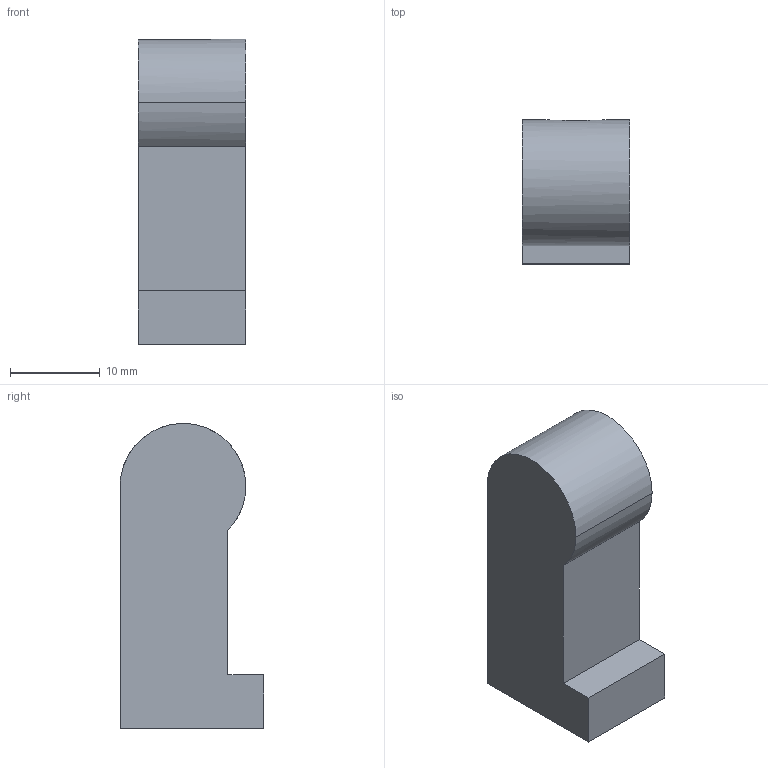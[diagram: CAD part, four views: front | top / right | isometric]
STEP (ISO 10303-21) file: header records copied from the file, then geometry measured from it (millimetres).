
FILE_DESCRIPTION(('CATIA V5 STEP Exchange'),'2;1');
FILE_NAME('picior dreapta.stp','2010-11-04T22:25:59+00:00',('none'),('none'),'CATIA Version 5 Release 19 SP 2 (IN-10)','CATIA V5 STEP AP203','none');
FILE_SCHEMA(('CONFIG_CONTROL_DESIGN'));
Length unit declared in the file: millimetre
Products named in the file (1): picior dreapta
Bounding box: 12 x 16 x 34 mm (x, y, z)
Volume: 2546.9 mm3; surface area: 2895.2 mm2
Topology: 1 solids, 1 shells, 323 faces, 915 edges, 607 vertices
Faces by surface type: plane 315, cylinder 8
Entity records: 10146 total; most frequent: CARTESIAN_POINT 1897, ORIENTED_EDGE 1830, DIRECTION 1463, EDGE_CURVE 915, VECTOR 896, LINE 896, VERTEX_POINT 607, EDGE_LOOP 342
